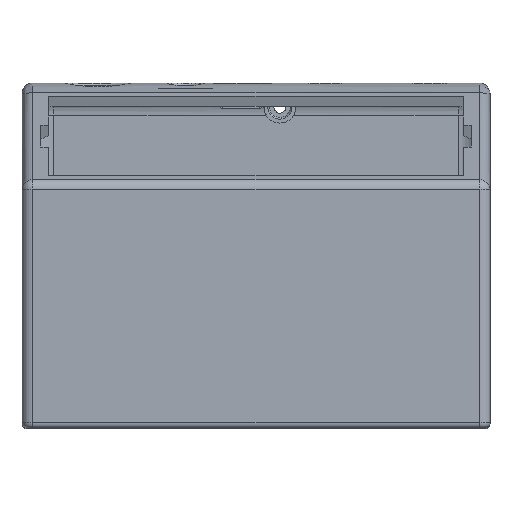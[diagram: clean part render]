
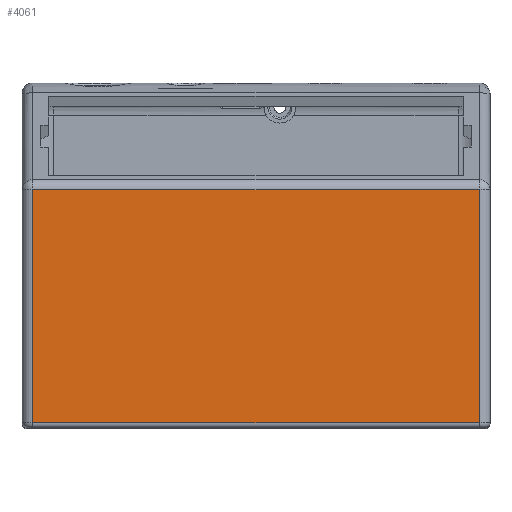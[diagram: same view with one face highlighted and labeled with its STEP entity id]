
A CAD part, top view. The second image highlights one B-rep face of the part: STEP entity #4061.
In plain terms, the highlighted planar face has unit normal (0, 0, 1).
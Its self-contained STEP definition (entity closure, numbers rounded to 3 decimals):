
#1203 = EDGE_CURVE('',#1204,#1206,#1208,.T.);
#1204 = VERTEX_POINT('',#1205);
#1205 = CARTESIAN_POINT('',(2.,1.,67.));
#1206 = VERTEX_POINT('',#1207);
#1207 = CARTESIAN_POINT('',(2.,44.87,67.));
#1208 = LINE('',#1209,#1210);
#1209 = CARTESIAN_POINT('',(2.,0.,67.));
#1210 = VECTOR('',#1211,1.);
#1211 = DIRECTION('',(0.,1.,0.));
#4061 = ADVANCED_FACE('',(#4062),#4087,.T.);
#4062 = FACE_BOUND('',#4063,.T.);
#4063 = EDGE_LOOP('',(#4064,#4065,#4073,#4081));
#4064 = ORIENTED_EDGE('',*,*,#1203,.F.);
#4065 = ORIENTED_EDGE('',*,*,#4066,.F.);
#4066 = EDGE_CURVE('',#4067,#1204,#4069,.T.);
#4067 = VERTEX_POINT('',#4068);
#4068 = CARTESIAN_POINT('',(86.,1.,67.));
#4069 = LINE('',#4070,#4071);
#4070 = CARTESIAN_POINT('',(86.,1.,67.));
#4071 = VECTOR('',#4072,1.);
#4072 = DIRECTION('',(-1.,0.,0.));
#4073 = ORIENTED_EDGE('',*,*,#4074,.T.);
#4074 = EDGE_CURVE('',#4067,#4075,#4077,.T.);
#4075 = VERTEX_POINT('',#4076);
#4076 = CARTESIAN_POINT('',(86.,44.87,67.));
#4077 = LINE('',#4078,#4079);
#4078 = CARTESIAN_POINT('',(86.,0.,67.));
#4079 = VECTOR('',#4080,1.);
#4080 = DIRECTION('',(0.,1.,0.));
#4081 = ORIENTED_EDGE('',*,*,#4082,.F.);
#4082 = EDGE_CURVE('',#1206,#4075,#4083,.T.);
#4083 = LINE('',#4084,#4085);
#4084 = CARTESIAN_POINT('',(0.,44.87,67.));
#4085 = VECTOR('',#4086,1.);
#4086 = DIRECTION('',(1.,0.,0.));
#4087 = PLANE('',#4088);
#4088 = AXIS2_PLACEMENT_3D('',#4089,#4090,#4091);
#4089 = CARTESIAN_POINT('',(0.,0.,67.));
#4090 = DIRECTION('',(0.,0.,1.));
#4091 = DIRECTION('',(0.,1.,0.));
